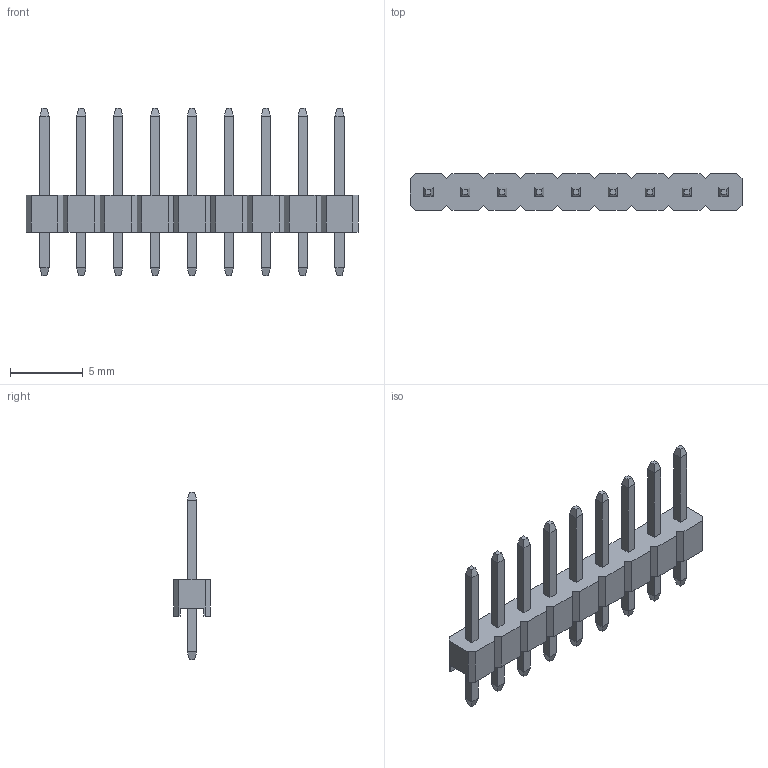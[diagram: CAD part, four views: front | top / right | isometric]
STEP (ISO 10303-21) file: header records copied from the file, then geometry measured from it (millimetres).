
FILE_DESCRIPTION(/* description */ ('Alibre Inc.'),/* implementation_level */ '2;1');
FILE_NAME(/* name */ 'export0',/* time_stamp */ '2014-08-12T08:50:44+03:00',/* author */ (''),/* organization */ (''),/* preprocessor_version */ 'ST-DEVELOPER v14',/* originating_system */ 'Alibre',/* authorisation */ '');
FILE_SCHEMA (('AUTOMOTIVE_DESIGN'));
Length unit declared in the file: centimetre
Bounding box: 22.86 x 2.54 x 11.54 mm (x, y, z)
Volume: 155.7 mm3; surface area: 482.7 mm2
Topology: 1 solids, 1 shells, 224 faces, 540 edges, 336 vertices
Faces by surface type: plane 224
Entity records: 6017 total; most frequent: ORIENTED_EDGE 1080, CARTESIAN_POINT 1025, DIRECTION 689, EDGE_CURVE 540, VECTOR 502, LINE 502, VERTEX_POINT 336, EDGE_LOOP 242
